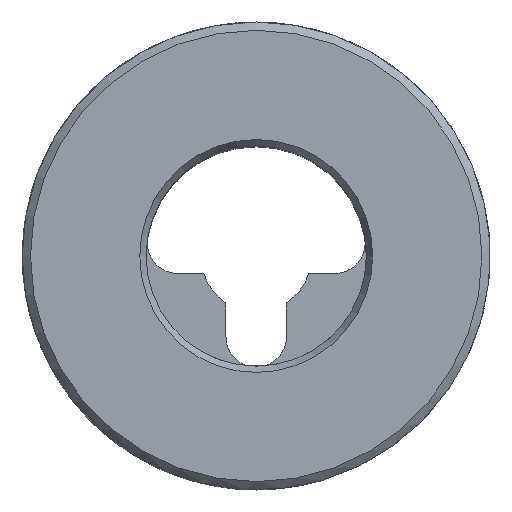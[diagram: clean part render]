
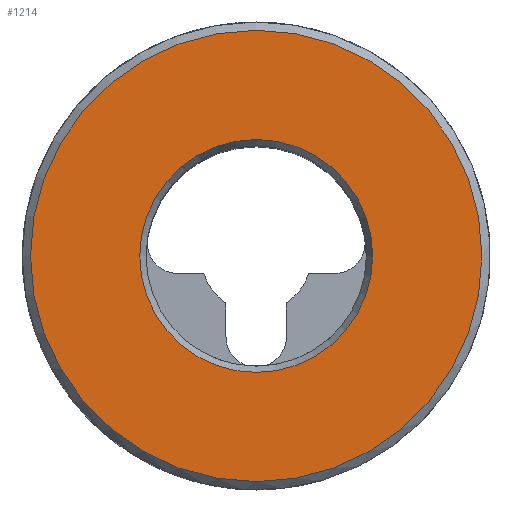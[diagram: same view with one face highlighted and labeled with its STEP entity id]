
A CAD part, top view. The second image highlights one B-rep face of the part: STEP entity #1214.
In plain terms, the highlighted planar face has unit normal (0, 0, 1).
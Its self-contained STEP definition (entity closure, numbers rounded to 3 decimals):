
#13 = AXIS2_PLACEMENT_3D ( 'NONE', #500, #1129, #866 ) ;
#65 = FACE_OUTER_BOUND ( 'NONE', #96, .T. ) ;
#96 = EDGE_LOOP ( 'NONE', ( #605 ) ) ;
#173 = DIRECTION ( 'NONE',  ( 0., 0., -1. ) ) ;
#183 = CIRCLE ( 'NONE', #886, 8.2 ) ;
#212 = ORIENTED_EDGE ( 'NONE', *, *, #1449, .T. ) ;
#305 = FACE_BOUND ( 'NONE', #966, .T. ) ;
#325 = DIRECTION ( 'NONE',  ( 0., 1., 0. ) ) ;
#500 = CARTESIAN_POINT ( 'NONE',  ( 0., 0., 0. ) ) ;
#574 = CARTESIAN_POINT ( 'NONE',  ( 0., 0., 0. ) ) ;
#605 = ORIENTED_EDGE ( 'NONE', *, *, #873, .F. ) ;
#820 = DIRECTION ( 'NONE',  ( -1., 0., 0. ) ) ;
#866 = DIRECTION ( 'NONE',  ( 1., 0., 0. ) ) ;
#867 = VERTEX_POINT ( 'NONE', #1245 ) ;
#873 = EDGE_CURVE ( 'NONE', #1293, #1293, #183, .T. ) ;
#886 = AXIS2_PLACEMENT_3D ( 'NONE', #574, #1209, #325 ) ;
#966 = EDGE_LOOP ( 'NONE', ( #212 ) ) ;
#1045 = CARTESIAN_POINT ( 'NONE',  ( 0., 8.2, 0. ) ) ;
#1129 = DIRECTION ( 'NONE',  ( 0., 0., -1. ) ) ;
#1191 = CARTESIAN_POINT ( 'NONE',  ( 0., 4., 0. ) ) ;
#1209 = DIRECTION ( 'NONE',  ( 0., 0., -1. ) ) ;
#1214 = ADVANCED_FACE ( 'NONE', ( #305, #65 ), #1577, .F. ) ;
#1245 = CARTESIAN_POINT ( 'NONE',  ( 4.231, 0., 0. ) ) ;
#1293 = VERTEX_POINT ( 'NONE', #1045 ) ;
#1303 = AXIS2_PLACEMENT_3D ( 'NONE', #1191, #173, #820 ) ;
#1329 = CIRCLE ( 'NONE', #13, 4.231 ) ;
#1449 = EDGE_CURVE ( 'NONE', #867, #867, #1329, .T. ) ;
#1577 = PLANE ( 'NONE',  #1303 ) ;
